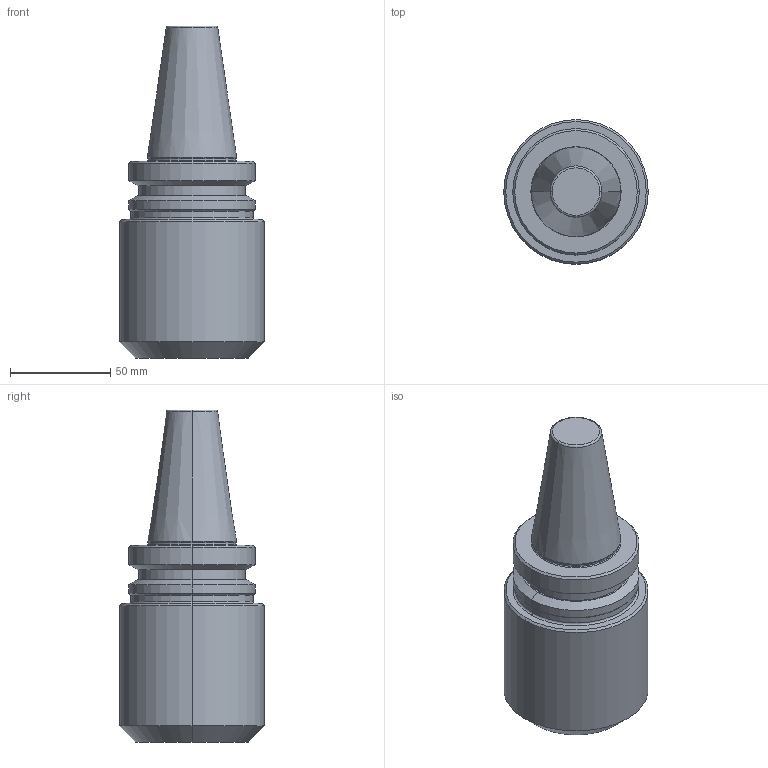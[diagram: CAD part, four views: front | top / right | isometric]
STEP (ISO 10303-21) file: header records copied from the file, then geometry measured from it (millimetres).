
FILE_DESCRIPTION (( 'STEP AP203' ), '1' );
FILE_NAME ('BT40 WE32 100 AD-6.3G15000 SL.STEP', '2019-05-22T09:37:59', ( '' ), ( '' ), 'SwSTEP 2.0', 'SolidWorks 2014', '' );
FILE_SCHEMA (( 'CONFIG_CONTROL_DESIGN' ));
Length unit declared in the file: millimetre
Products named in the file (1): BT40 WE32 100 AD-6.3G15000 SL
Bounding box: 72 x 72 x 165.4 mm (x, y, z)
Volume: 424197.7 mm3; surface area: 35645.8 mm2
Topology: 1 solids, 1 shells, 42 faces, 82 edges, 46 vertices
Faces by surface type: cone 16, cylinder 12, torus 8, plane 6
Entity records: 1149 total; most frequent: DIRECTION 222, CARTESIAN_POINT 171, ORIENTED_EDGE 164, AXIS2_PLACEMENT_3D 97, EDGE_CURVE 82, CIRCLE 54, EDGE_LOOP 46, VERTEX_POINT 46
